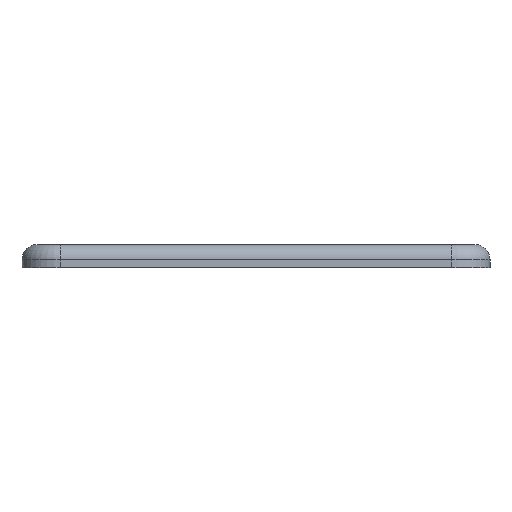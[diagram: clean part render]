
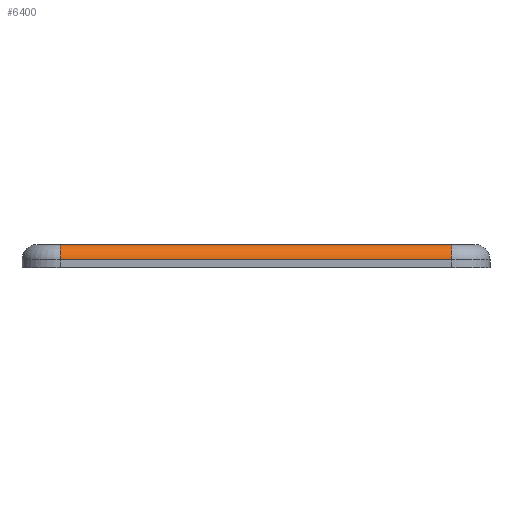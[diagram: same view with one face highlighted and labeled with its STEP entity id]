
A CAD part, left-side view. The second image highlights one B-rep face of the part: STEP entity #6400.
In plain terms, the highlighted cylindrical face has radius 2 mm (diameter 4 mm), a partial arc.
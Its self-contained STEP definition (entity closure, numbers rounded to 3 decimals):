
#30=CYLINDRICAL_SURFACE('',#6679,2.);
#123=CIRCLE('',#6663,2.);
#124=CIRCLE('',#6665,2.);
#491=B_SPLINE_CURVE_WITH_KNOTS('',3,(#12250,#12251,#12252,#12253,#12254,
#12255),.UNSPECIFIED.,.F.,.F.,(4,2,4),(0.352,0.413,
0.533),.UNSPECIFIED.);
#494=B_SPLINE_CURVE_WITH_KNOTS('',3,(#12277,#12278,#12279,#12280,#12281,
#12282),.UNSPECIFIED.,.F.,.F.,(4,2,4),(0.533,0.652,
0.713),.UNSPECIFIED.);
#952=FACE_OUTER_BOUND('',#1339,.T.);
#1339=EDGE_LOOP('',(#5750,#5751,#5752,#5753,#5754,#5755));
#1840=LINE('',#12113,#2387);
#1887=LINE('',#12359,#2434);
#2387=VECTOR('',#7462,10.);
#2434=VECTOR('',#7661,10.);
#3034=VERTEX_POINT('',#12110);
#3035=VERTEX_POINT('',#12112);
#3091=VERTEX_POINT('',#12249);
#3095=VERTEX_POINT('',#12276);
#3104=VERTEX_POINT('',#12331);
#3105=VERTEX_POINT('',#12335);
#3907=EDGE_CURVE('',#3035,#3034,#1840,.T.);
#3976=EDGE_CURVE('',#3034,#3091,#491,.T.);
#3982=EDGE_CURVE('',#3095,#3035,#494,.T.);
#3998=EDGE_CURVE('',#3091,#3104,#123,.T.);
#3999=EDGE_CURVE('',#3095,#3105,#124,.T.);
#4011=EDGE_CURVE('',#3104,#3105,#1887,.T.);
#5750=ORIENTED_EDGE('',*,*,#3976,.T.);
#5751=ORIENTED_EDGE('',*,*,#3998,.T.);
#5752=ORIENTED_EDGE('',*,*,#4011,.T.);
#5753=ORIENTED_EDGE('',*,*,#3999,.F.);
#5754=ORIENTED_EDGE('',*,*,#3982,.T.);
#5755=ORIENTED_EDGE('',*,*,#3907,.T.);
#6400=ADVANCED_FACE('',(#952),#30,.T.);
#6663=AXIS2_PLACEMENT_3D('',#12333,#7624,#7625);
#6665=AXIS2_PLACEMENT_3D('',#12336,#7628,#7629);
#6679=AXIS2_PLACEMENT_3D('',#12358,#7659,#7660);
#7462=DIRECTION('',(0.,1.,0.));
#7624=DIRECTION('center_axis',(0.,-1.,0.));
#7625=DIRECTION('ref_axis',(0.,0.,1.));
#7628=DIRECTION('center_axis',(0.,-1.,0.));
#7629=DIRECTION('ref_axis',(0.,0.,1.));
#7659=DIRECTION('center_axis',(0.,-1.,0.));
#7660=DIRECTION('ref_axis',(-0.707,0.,0.707));
#7661=DIRECTION('',(0.,-1.,0.));
#12110=CARTESIAN_POINT('',(-8.,44.197,18.));
#12112=CARTESIAN_POINT('',(-8.,-3.197,18.));
#12113=CARTESIAN_POINT('',(-8.,35.75,18.));
#12249=CARTESIAN_POINT('',(-8.5,46.,17.936));
#12250=CARTESIAN_POINT('Ctrl Pts',(-8.,44.197,18.));
#12251=CARTESIAN_POINT('Ctrl Pts',(-8.11,44.381,18.));
#12252=CARTESIAN_POINT('Ctrl Pts',(-8.205,44.578,17.991));
#12253=CARTESIAN_POINT('Ctrl Pts',(-8.428,45.178,17.959));
#12254=CARTESIAN_POINT('Ctrl Pts',(-8.5,45.602,17.936));
#12255=CARTESIAN_POINT('Ctrl Pts',(-8.5,46.,17.936));
#12276=CARTESIAN_POINT('',(-8.5,-5.,17.936));
#12277=CARTESIAN_POINT('Ctrl Pts',(-8.5,-5.,17.936));
#12278=CARTESIAN_POINT('Ctrl Pts',(-8.5,-4.602,17.936));
#12279=CARTESIAN_POINT('Ctrl Pts',(-8.428,-4.178,
17.959));
#12280=CARTESIAN_POINT('Ctrl Pts',(-8.205,-3.578,17.991));
#12281=CARTESIAN_POINT('Ctrl Pts',(-8.11,-3.381,
18.));
#12282=CARTESIAN_POINT('Ctrl Pts',(-8.,-3.197,18.));
#12331=CARTESIAN_POINT('',(-10.,46.,16.));
#12333=CARTESIAN_POINT('Origin',(-8.,46.,16.));
#12335=CARTESIAN_POINT('',(-10.,-5.,16.));
#12336=CARTESIAN_POINT('Origin',(-8.,-5.,16.));
#12358=CARTESIAN_POINT('Origin',(-8.,35.75,16.));
#12359=CARTESIAN_POINT('',(-10.,35.75,16.));
